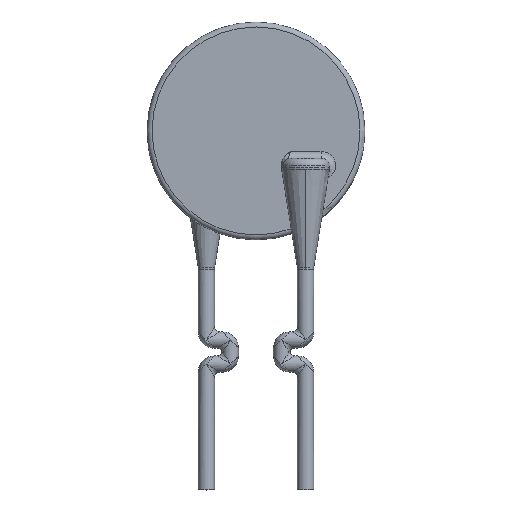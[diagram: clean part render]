
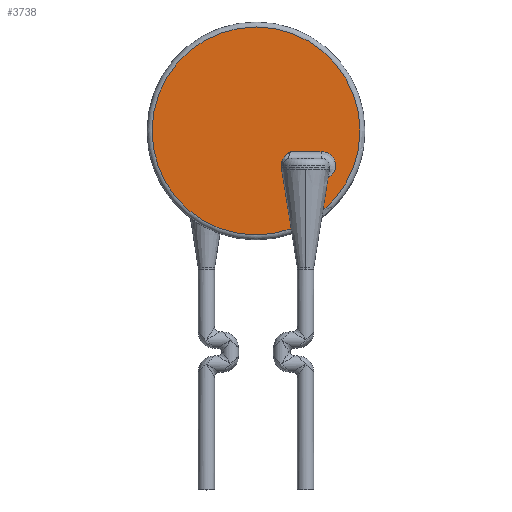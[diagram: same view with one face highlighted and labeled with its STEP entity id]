
A CAD part, top view. The second image highlights one B-rep face of the part: STEP entity #3738.
In plain terms, the highlighted planar face has unit normal (0, 0, 1).
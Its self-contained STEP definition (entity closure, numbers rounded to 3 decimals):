
#931=CARTESIAN_POINT('',(0.,0.,0.6));
#932=DIRECTION('',(0.,0.,1.));
#933=DIRECTION('',(0.643,-0.766,0.));
#934=AXIS2_PLACEMENT_3D('',#931,#932,#933);
#936=CARTESIAN_POINT('',(1.758,-4.894,0.6));
#959=CARTESIAN_POINT('',(3.343,-3.983,0.6));
#961=DIRECTION('',(0.,1.,0.));
#962=VECTOR('',#961,0.216);
#963=CARTESIAN_POINT('',(1.278,-1.85,0.6));
#964=LINE('',#963,#962);
#965=DIRECTION('',(-0.157,0.988,0.));
#966=VECTOR('',#965,3.026);
#967=CARTESIAN_POINT('',(1.758,-4.894,0.6));
#968=LINE('',#967,#966);
#969=DIRECTION('',(-0.157,-0.988,0.));
#970=VECTOR('',#969,1.657);
#971=CARTESIAN_POINT('',(3.604,-2.346,0.6));
#972=LINE('',#971,#970);
#973=CARTESIAN_POINT('',(3.253,-1.028,0.6));
#974=CARTESIAN_POINT('',(3.275,-1.028,0.6));
#975=CARTESIAN_POINT('',(3.319,-1.03,0.6));
#976=CARTESIAN_POINT('',(3.381,-1.037,0.6));
#977=CARTESIAN_POINT('',(3.442,-1.05,0.6));
#978=CARTESIAN_POINT('',(3.5,-1.066,0.6));
#979=CARTESIAN_POINT('',(3.558,-1.088,0.6));
#980=CARTESIAN_POINT('',(3.614,-1.114,0.6));
#981=CARTESIAN_POINT('',(3.666,-1.145,0.6));
#982=CARTESIAN_POINT('',(3.714,-1.178,0.6));
#983=CARTESIAN_POINT('',(3.758,-1.215,0.6));
#984=CARTESIAN_POINT('',(3.798,-1.253,0.6));
#985=CARTESIAN_POINT('',(3.834,-1.295,0.6));
#986=CARTESIAN_POINT('',(3.869,-1.341,0.6));
#987=CARTESIAN_POINT('',(3.901,-1.392,0.6));
#988=CARTESIAN_POINT('',(3.928,-1.445,0.6));
#989=CARTESIAN_POINT('',(3.95,-1.5,0.6));
#990=CARTESIAN_POINT('',(3.967,-1.558,0.6));
#991=CARTESIAN_POINT('',(3.98,-1.619,0.6));
#992=CARTESIAN_POINT('',(3.988,-1.684,0.6));
#993=CARTESIAN_POINT('',(3.989,-1.757,0.6));
#994=CARTESIAN_POINT('',(3.981,-1.838,0.6));
#995=CARTESIAN_POINT('',(3.96,-1.929,0.6));
#996=CARTESIAN_POINT('',(3.922,-2.027,0.6));
#997=CARTESIAN_POINT('',(3.865,-2.125,0.6));
#998=CARTESIAN_POINT('',(3.792,-2.212,0.6));
#999=CARTESIAN_POINT('',(3.705,-2.287,0.6));
#1000=CARTESIAN_POINT('',(3.639,-2.328,
0.6));
#1001=CARTESIAN_POINT('',(3.604,-2.346,
0.6));
#1003=DIRECTION('',(-1.,0.,0.));
#1004=VECTOR('',#1003,1.549);
#1005=CARTESIAN_POINT('',(3.253,-1.028,0.6));
#1006=LINE('',#1005,#1004);
#1007=CARTESIAN_POINT('',(1.703,-1.028,0.6));
#1008=CARTESIAN_POINT('',(1.673,-1.058,
0.6));
#1009=CARTESIAN_POINT('',(1.609,-1.115,
0.6));
#1010=CARTESIAN_POINT('',(1.5,-1.205,
0.6));
#1011=CARTESIAN_POINT('',(1.416,-1.289,
0.6));
#1012=CARTESIAN_POINT('',(1.35,-1.379,
0.6));
#1013=CARTESIAN_POINT('',(1.307,-1.466,
0.6));
#1014=CARTESIAN_POINT('',(1.283,-1.551,
0.6));
#1015=CARTESIAN_POINT('',(1.278,-1.607,
0.6));
#1016=CARTESIAN_POINT('',(1.278,-1.634,
0.6));
#1018=CARTESIAN_POINT('',(1.278,-1.634,
0.6));
#1109=CARTESIAN_POINT('',(1.628,-1.85,0.6));
#1110=DIRECTION('',(0.,0.,-1.));
#1111=DIRECTION('',(-0.988,-0.157,0.));
#1112=AXIS2_PLACEMENT_3D('',#1109,#1110,#1111);
#1834=VERTEX_POINT('',#959);
#1835=VERTEX_POINT('',#936);
#1846=CARTESIAN_POINT('',(3.253,-1.028,0.6));
#1847=CARTESIAN_POINT('',(1.703,-1.028,0.6));
#1848=VERTEX_POINT('',#1846);
#1849=VERTEX_POINT('',#1847);
#1866=VERTEX_POINT('',#1018);
#1886=CARTESIAN_POINT('',(1.278,-1.85,0.6));
#1887=VERTEX_POINT('',#1886);
#1908=CARTESIAN_POINT('',(1.282,-1.905,0.6));
#1909=VERTEX_POINT('',#1908);
#1910=VERTEX_POINT('',#1001);
#3716=CARTESIAN_POINT('',(0.,0.,0.6));
#3717=DIRECTION('',(0.,0.,1.));
#3718=DIRECTION('',(1.,0.,0.));
#3719=AXIS2_PLACEMENT_3D('',#3716,#3717,#3718);
#3720=PLANE('',#3719);
#3722=ORIENTED_EDGE('',*,*,#3721,.F.);
#3724=ORIENTED_EDGE('',*,*,#3723,.F.);
#3726=ORIENTED_EDGE('',*,*,#3725,.F.);
#3727=ORIENTED_EDGE('',*,*,#3704,.F.);
#3729=ORIENTED_EDGE('',*,*,#3728,.F.);
#3731=ORIENTED_EDGE('',*,*,#3730,.F.);
#3733=ORIENTED_EDGE('',*,*,#3732,.T.);
#3735=ORIENTED_EDGE('',*,*,#3734,.T.);
#3736=EDGE_LOOP('',(#3722,#3724,#3726,#3727,#3729,#3731,#3733,#3735));
#3737=FACE_OUTER_BOUND('',#3736,.F.);
#935=CIRCLE('',#934,5.2);
#1002=B_SPLINE_CURVE_WITH_KNOTS('',3,(#973,#974,#975,#976,#977,#978,#979,#980,
#981,#982,#983,#984,#985,#986,#987,#988,#989,#990,#991,#992,#993,#994,#995,#996,
#997,#998,#999,#1000,#1001),.UNSPECIFIED.,.F.,.F.,(4,1,1,1,1,1,1,1,1,1,1,1,1,1,
1,1,1,1,1,1,1,1,1,1,1,1,4),(0.,0.038,0.077,
0.115,0.154,0.192,0.231,
0.269,0.308,0.346,0.385,
0.423,0.462,0.5,0.538,0.577,
0.615,0.654,0.692,0.731,
0.769,0.808,0.846,0.885,
0.923,0.962,1.),.UNSPECIFIED.);
#1017=B_SPLINE_CURVE_WITH_KNOTS('',3,(#1007,#1008,#1009,#1010,#1011,#1012,#1013,
#1014,#1015,#1016),.UNSPECIFIED.,.F.,.F.,(4,1,1,1,1,1,1,4),(0.,
0.143,0.286,0.429,0.571,
0.714,0.857,1.),.UNSPECIFIED.);
#1113=CIRCLE('',#1112,0.35);
#3704=EDGE_CURVE('',#1834,#1835,#935,.T.);
#3721=EDGE_CURVE('',#1887,#1866,#964,.T.);
#3723=EDGE_CURVE('',#1909,#1887,#1113,.T.);
#3725=EDGE_CURVE('',#1835,#1909,#968,.T.);
#3728=EDGE_CURVE('',#1910,#1834,#972,.T.);
#3730=EDGE_CURVE('',#1848,#1910,#1002,.T.);
#3732=EDGE_CURVE('',#1848,#1849,#1006,.T.);
#3734=EDGE_CURVE('',#1849,#1866,#1017,.T.);
#3738=ADVANCED_FACE('',(#3737),#3720,.T.);
